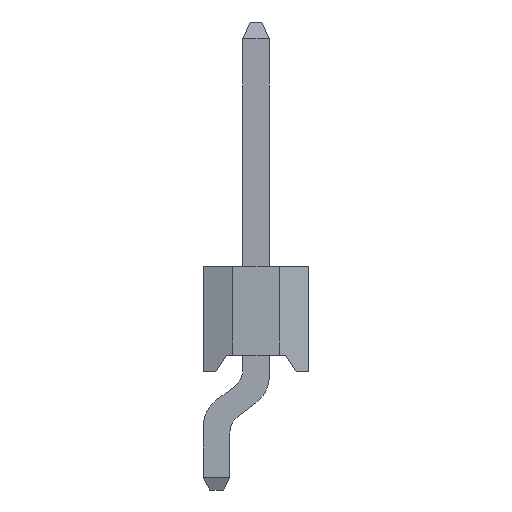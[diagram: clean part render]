
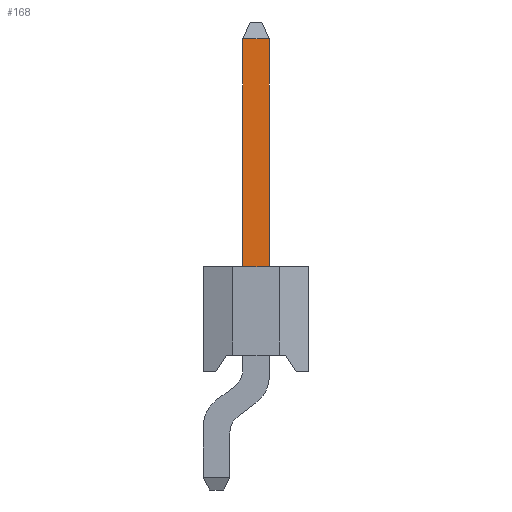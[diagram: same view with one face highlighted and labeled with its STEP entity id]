
A CAD part, left-side view. The second image highlights one B-rep face of the part: STEP entity #168.
In plain terms, the highlighted planar face has unit normal (-1, 0, 0).
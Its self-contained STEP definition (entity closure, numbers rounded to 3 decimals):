
#168=ADVANCED_FACE('',(#718),#460,.T.);
#460=PLANE('',#5465);
#718=FACE_OUTER_BOUND('',#1026,.T.);
#1026=EDGE_LOOP('',(#1534,#1535,#1536,#1537));
#1534=ORIENTED_EDGE('',*,*,#3514,.T.);
#1535=ORIENTED_EDGE('',*,*,#3515,.T.);
#1536=ORIENTED_EDGE('',*,*,#3516,.F.);
#1537=ORIENTED_EDGE('',*,*,#3500,.F.);
#3002=VERTEX_POINT('',#7616);
#3003=VERTEX_POINT('',#7617);
#3010=VERTEX_POINT('',#7643);
#3011=VERTEX_POINT('',#7645);
#3500=EDGE_CURVE('',#3002,#3003,#4258,.T.);
#3514=EDGE_CURVE('',#3002,#3010,#4272,.T.);
#3515=EDGE_CURVE('',#3010,#3011,#4273,.T.);
#3516=EDGE_CURVE('',#3003,#3011,#4274,.T.);
#4258=LINE('',#7615,#4952);
#4272=LINE('',#7642,#4966);
#4273=LINE('',#7644,#4967);
#4274=LINE('',#7646,#4968);
#4952=VECTOR('',#6035,1.);
#4966=VECTOR('',#6059,1.);
#4967=VECTOR('',#6060,1.);
#4968=VECTOR('',#6061,1.);
#5465=AXIS2_PLACEMENT_3D('',#7647,#6062,#6063);
#6035=DIRECTION('',(0.,1.,0.));
#6059=DIRECTION('',(0.,0.,1.));
#6060=DIRECTION('',(0.,1.,0.));
#6061=DIRECTION('',(0.,0.,1.));
#6062=DIRECTION('',(-1.,0.,0.));
#6063=DIRECTION('',(0.,0.,1.));
#7615=CARTESIAN_POINT('',(0.955,0.935,2.1));
#7616=CARTESIAN_POINT('',(0.955,0.935,2.1));
#7617=CARTESIAN_POINT('',(0.955,1.565,2.1));
#7642=CARTESIAN_POINT('',(0.955,0.935,7.9));
#7643=CARTESIAN_POINT('',(0.955,0.935,7.5));
#7644=CARTESIAN_POINT('',(0.955,0.935,7.5));
#7645=CARTESIAN_POINT('',(0.955,1.565,7.5));
#7646=CARTESIAN_POINT('',(0.955,1.565,7.9));
#7647=CARTESIAN_POINT('',(0.955,0.935,2.1));
